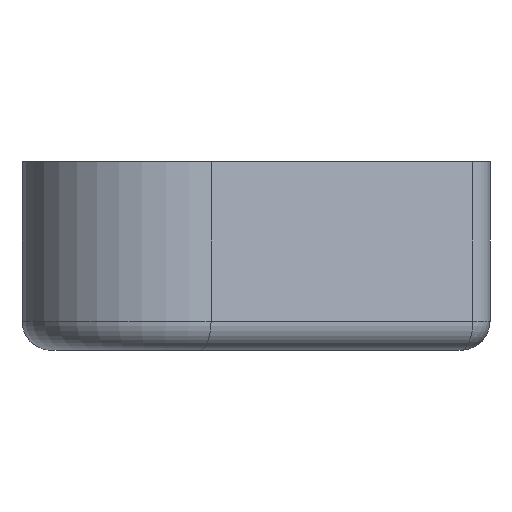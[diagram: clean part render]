
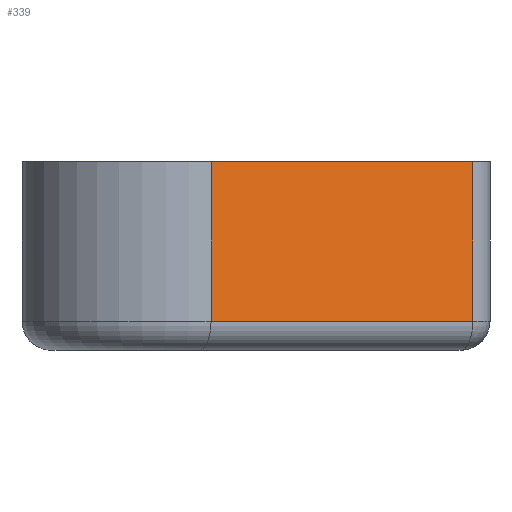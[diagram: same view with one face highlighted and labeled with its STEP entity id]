
A CAD part, left-side view. The second image highlights one B-rep face of the part: STEP entity #339.
In plain terms, the highlighted planar face has unit normal (-0.915, -0.404, 0).
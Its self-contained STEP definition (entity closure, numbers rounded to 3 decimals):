
#19=PLANE('',#390);
#40=LINE('',#580,#65);
#41=LINE('',#586,#66);
#42=LINE('',#590,#67);
#43=LINE('',#591,#68);
#65=VECTOR('',#464,10.);
#66=VECTOR('',#473,10.);
#67=VECTOR('',#478,10.);
#68=VECTOR('',#479,10.);
#99=FACE_OUTER_BOUND('',#121,.T.);
#121=EDGE_LOOP('',(#276,#277,#278,#279));
#171=VERTEX_POINT('',#577);
#172=VERTEX_POINT('',#579);
#173=VERTEX_POINT('',#585);
#174=VERTEX_POINT('',#589);
#208=EDGE_CURVE('',#171,#172,#40,.T.);
#211=EDGE_CURVE('',#172,#173,#41,.T.);
#213=EDGE_CURVE('',#171,#174,#42,.T.);
#214=EDGE_CURVE('',#173,#174,#43,.T.);
#276=ORIENTED_EDGE('',*,*,#208,.F.);
#277=ORIENTED_EDGE('',*,*,#213,.T.);
#278=ORIENTED_EDGE('',*,*,#214,.F.);
#279=ORIENTED_EDGE('',*,*,#211,.F.);
#339=ADVANCED_FACE('',(#99),#19,.T.);
#390=AXIS2_PLACEMENT_3D('',#588,#476,#477);
#464=DIRECTION('',(0.,0.,-1.));
#473=DIRECTION('',(-0.404,0.915,0.));
#476=DIRECTION('center_axis',(-0.915,-0.404,0.));
#477=DIRECTION('ref_axis',(0.404,-0.915,0.));
#478=DIRECTION('',(-0.404,0.915,0.));
#479=DIRECTION('',(0.,0.,1.));
#577=CARTESIAN_POINT('',(-0.263,-10.904,6.5));
#579=CARTESIAN_POINT('',(-0.263,-10.904,1.));
#580=CARTESIAN_POINT('',(-0.263,-10.904,0.));
#585=CARTESIAN_POINT('',(-4.253,-1.88,1.));
#586=CARTESIAN_POINT('',(-2.175,-6.581,1.));
#588=CARTESIAN_POINT('Origin',(-4.253,-1.88,0.));
#589=CARTESIAN_POINT('',(-4.253,-1.88,6.5));
#590=CARTESIAN_POINT('',(-2.555,-5.721,6.5));
#591=CARTESIAN_POINT('',(-4.253,-1.88,0.));
